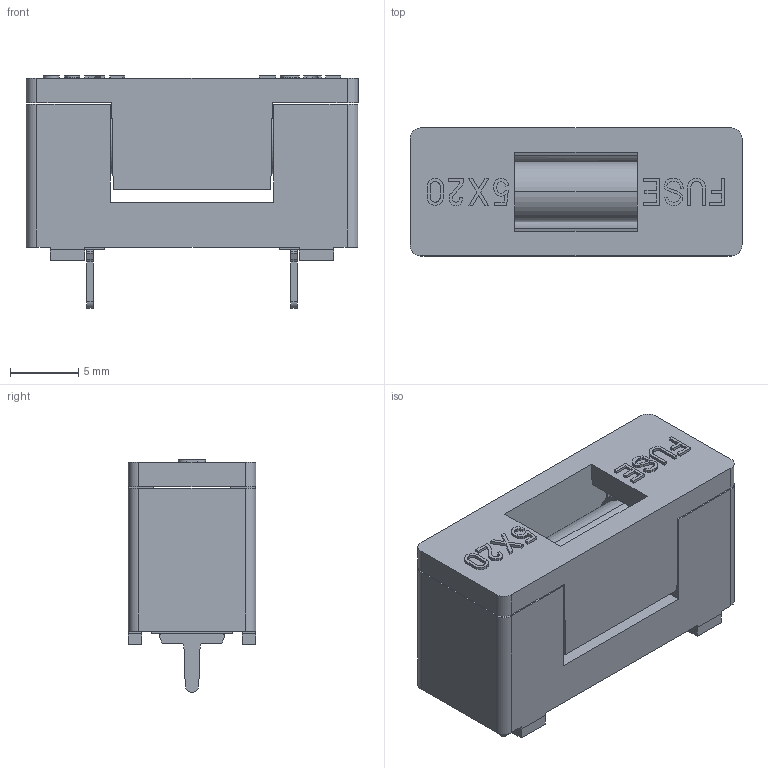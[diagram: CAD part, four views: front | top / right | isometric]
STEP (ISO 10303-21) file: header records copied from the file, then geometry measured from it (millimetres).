
FILE_DESCRIPTION (( 'STEP AP214' ), '1' );
FILE_NAME ('User Library-696106003002_Download_STP_696106003002_rev1.STEP', '2022-04-18T11:11:21', ( '' ), ( '' ), 'SwSTEP 2.0', 'SolidWorks 2021', '' );
FILE_SCHEMA (( 'AUTOMOTIVE_DESIGN' ));
Length unit declared in the file: millimetre
Products named in the file (4): 2; User Library-20mm_fuse; 1; User Library-696106003002_Download_STP_696106003002_rev1
Assembly tree (3 placements, depth 2):
  User Library-696106003002_Download_STP_696106003002_rev1
    2
    1
    User Library-20mm_fuse
Bounding box: 24.4 x 9.4 x 17.1 mm (x, y, z)
Volume: 1967.1 mm3; surface area: 2980.7 mm2
Topology: 10 solids, 10 shells, 441 faces, 1223 edges, 814 vertices
Faces by surface type: plane 377, cylinder 60, bspline 4
Entity records: 19027 total; most frequent: CARTESIAN_POINT 2562, ORIENTED_EDGE 2446, DIRECTION 2225, EDGE_CURVE 1223, VECTOR 1095, LINE 1095, VERTEX_POINT 814, AXIS2_PLACEMENT_3D 565
